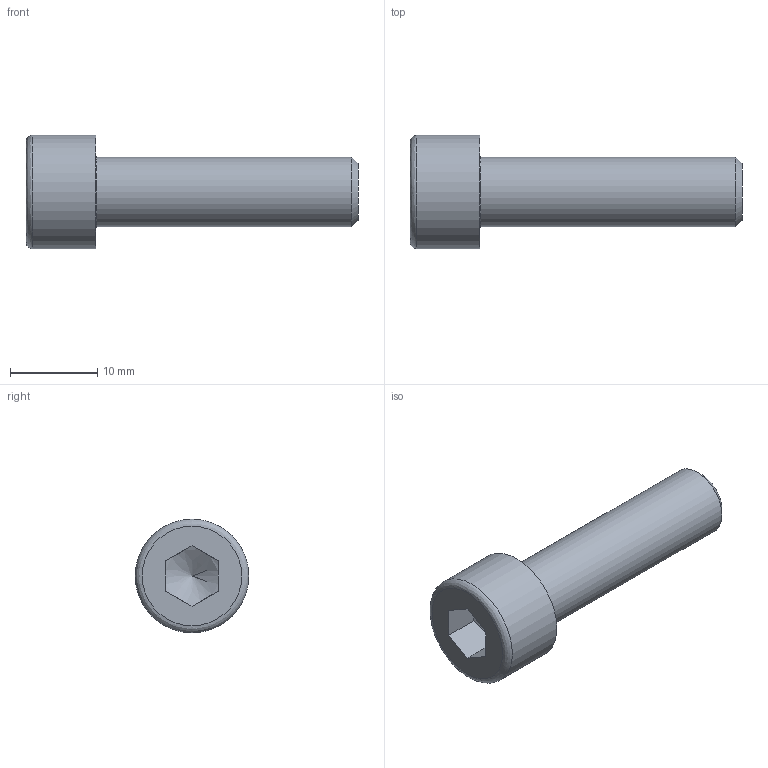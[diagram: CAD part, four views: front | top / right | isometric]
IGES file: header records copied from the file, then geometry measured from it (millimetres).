
Global section: file name: 200830.1.stp.ipt; native system: Autodesk Inventor 2014; preprocessor: unknown; author: zeman; date: 20151016.101413; units: millimetre
Bounding box: 38 x 13 x 13 mm (x, y, z)
Volume: 2408.4 mm3; surface area: 1410.4 mm2
Topology: 1 solids, 1 shells, 15 faces, 37 edges, 25 vertices
Faces by surface type: plane 9, revolution 2, cylinder 2, cone 1, bspline 1
Full cylindrical faces by diameter (mm): 8 x1, 13 x1
